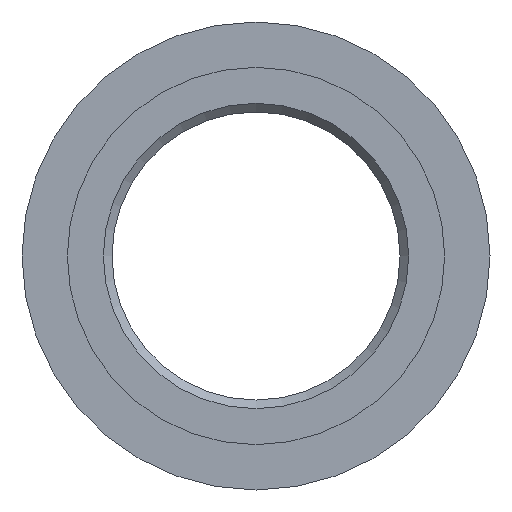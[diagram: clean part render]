
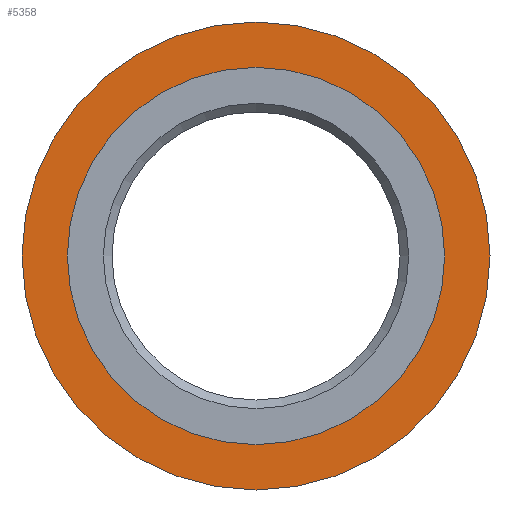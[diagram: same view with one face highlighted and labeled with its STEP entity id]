
A CAD part, left-side view. The second image highlights one B-rep face of the part: STEP entity #5358.
In plain terms, the highlighted planar face has unit normal (-1, 0, 0).
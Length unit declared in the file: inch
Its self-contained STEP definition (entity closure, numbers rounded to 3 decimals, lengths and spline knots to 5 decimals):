
#1301=PLANE($,#5681);
#1369=FACE_BOUND($,#1997,.T.);
#1665=FACE_OUTER_BOUND($,#1996,.T.);
#1996=EDGE_LOOP($,(#5050));
#1997=EDGE_LOOP($,(#5051));
#2006=CIRCLE($,#5374,1.625);
#2122=CIRCLE($,#5680,1.31);
#2128=VERTEX_POINT($,#6688);
#2660=VERTEX_POINT($,#11798);
#2666=EDGE_CURVE($,#2128,#2128,#2006,.T.);
#3460=EDGE_CURVE($,#2660,#2660,#2122,.T.);
#5050=ORIENTED_EDGE($,*,*,#2666,.F.);
#5051=ORIENTED_EDGE($,*,*,#3460,.T.);
#5358=ADVANCED_FACE($,(#1665,#1369),#1301,.T.);
#5374=AXIS2_PLACEMENT_3D($,#6689,#5706,#5707);
#5680=AXIS2_PLACEMENT_3D($,#11799,#6664,#6665);
#5681=AXIS2_PLACEMENT_3D($,#11800,#6666,#6667);
#5706=DIRECTION('center_axis',(1.,0.,0.));
#5707=DIRECTION('ref_axis',(0.,1.,0.));
#6664=DIRECTION('center_axis',(1.,0.,0.));
#6665=DIRECTION('ref_axis',(0.,1.,0.));
#6666=DIRECTION('center_axis',(-1.,0.,0.));
#6667=DIRECTION('ref_axis',(0.,0.,1.));
#6688=CARTESIAN_POINT('',(0.,1.625,0.));
#6689=CARTESIAN_POINT('Origin',(0.,0.,0.));
#11798=CARTESIAN_POINT('',(0.,1.31,0.));
#11799=CARTESIAN_POINT('Origin',(0.,0.,0.));
#11800=CARTESIAN_POINT('Origin',(0.,1.4675,0.));
